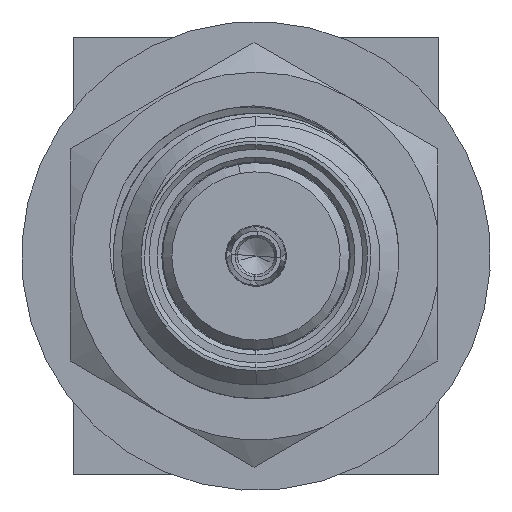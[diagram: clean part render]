
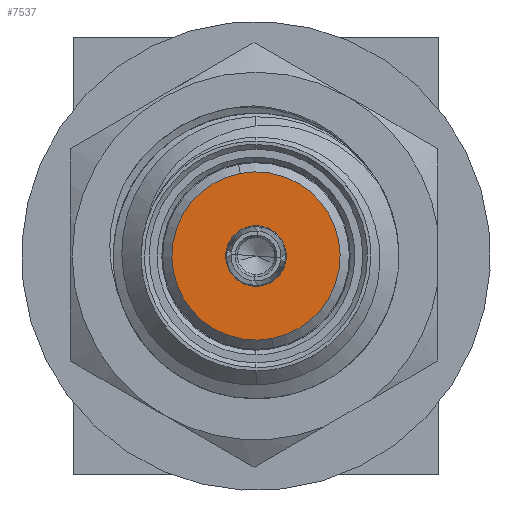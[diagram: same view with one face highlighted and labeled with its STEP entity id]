
A CAD part, left-side view. The second image highlights one B-rep face of the part: STEP entity #7537.
In plain terms, the highlighted planar face has unit normal (-1, 0, 0).
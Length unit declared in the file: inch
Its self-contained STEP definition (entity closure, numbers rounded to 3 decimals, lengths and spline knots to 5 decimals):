
#41 = PLANE ( 'NONE',  #10714 ) ;
#188 = EDGE_LOOP ( 'NONE', ( #259, #12802 ) ) ;
#259 = ORIENTED_EDGE ( 'NONE', *, *, #15640, .T. ) ;
#438 = CARTESIAN_POINT ( 'NONE',  ( 0., 0., -0.07205 ) ) ;
#914 = CIRCLE ( 'NONE', #20008, 0.07205 ) ;
#1512 = VERTEX_POINT ( 'NONE', #7673 ) ;
#1552 = EDGE_CURVE ( 'NONE', #5468, #6603, #12810, .T. ) ;
#2162 = VERTEX_POINT ( 'NONE', #438 ) ;
#3101 = DIRECTION ( 'NONE',  ( 0., 0., 1. ) ) ;
#3218 = AXIS2_PLACEMENT_3D ( 'NONE', #20385, #11801, #12028 ) ;
#3239 = EDGE_LOOP ( 'NONE', ( #7307, #16430 ) ) ;
#3418 = CARTESIAN_POINT ( 'NONE',  ( 0., -0.07244, -0.07244 ) ) ;
#4309 = DIRECTION ( 'NONE',  ( 1., 0., 0. ) ) ;
#5468 = VERTEX_POINT ( 'NONE', #8411 ) ;
#6603 = VERTEX_POINT ( 'NONE', #21215 ) ;
#7307 = ORIENTED_EDGE ( 'NONE', *, *, #20352, .F. ) ;
#7537 = ADVANCED_FACE ( 'NONE', ( #19938, #11469 ), #41, .T. ) ;
#7673 = CARTESIAN_POINT ( 'NONE',  ( 0., 0., 0.07205 ) ) ;
#7888 = CARTESIAN_POINT ( 'NONE',  ( 0., 0., 0. ) ) ;
#8188 = DIRECTION ( 'NONE',  ( -1., 0., 0. ) ) ;
#8411 = CARTESIAN_POINT ( 'NONE',  ( 0., 0., 0.02598 ) ) ;
#9576 = CIRCLE ( 'NONE', #15849, 0.07205 ) ;
#10096 = DIRECTION ( 'NONE',  ( 0., 0., -1. ) ) ;
#10712 = CARTESIAN_POINT ( 'NONE',  ( 0., 0., 0. ) ) ;
#10714 = AXIS2_PLACEMENT_3D ( 'NONE', #3418, #8188, #3101 ) ;
#11469 = FACE_OUTER_BOUND ( 'NONE', #3239, .T. ) ;
#11801 = DIRECTION ( 'NONE',  ( 1., 0., 0. ) ) ;
#12028 = DIRECTION ( 'NONE',  ( 0., 0., -1. ) ) ;
#12802 = ORIENTED_EDGE ( 'NONE', *, *, #1552, .T. ) ;
#12810 = CIRCLE ( 'NONE', #20081, 0.02598 ) ;
#13856 = DIRECTION ( 'NONE',  ( 0., 0., -1. ) ) ;
#14307 = CIRCLE ( 'NONE', #3218, 0.02598 ) ;
#15640 = EDGE_CURVE ( 'NONE', #6603, #5468, #14307, .T. ) ;
#15849 = AXIS2_PLACEMENT_3D ( 'NONE', #10712, #4309, #13856 ) ;
#16430 = ORIENTED_EDGE ( 'NONE', *, *, #18757, .F. ) ;
#17808 = DIRECTION ( 'NONE',  ( 1., 0., 0. ) ) ;
#18065 = DIRECTION ( 'NONE',  ( 1., 0., 0. ) ) ;
#18757 = EDGE_CURVE ( 'NONE', #1512, #2162, #9576, .T. ) ;
#19649 = CARTESIAN_POINT ( 'NONE',  ( 0., 0., 0. ) ) ;
#19938 = FACE_BOUND ( 'NONE', #188, .T. ) ;
#20008 = AXIS2_PLACEMENT_3D ( 'NONE', #19649, #17808, #21069 ) ;
#20081 = AXIS2_PLACEMENT_3D ( 'NONE', #7888, #18065, #10096 ) ;
#20352 = EDGE_CURVE ( 'NONE', #2162, #1512, #914, .T. ) ;
#20385 = CARTESIAN_POINT ( 'NONE',  ( 0., 0., 0. ) ) ;
#21069 = DIRECTION ( 'NONE',  ( 0., 0., -1. ) ) ;
#21215 = CARTESIAN_POINT ( 'NONE',  ( 0., 0., -0.02598 ) ) ;
